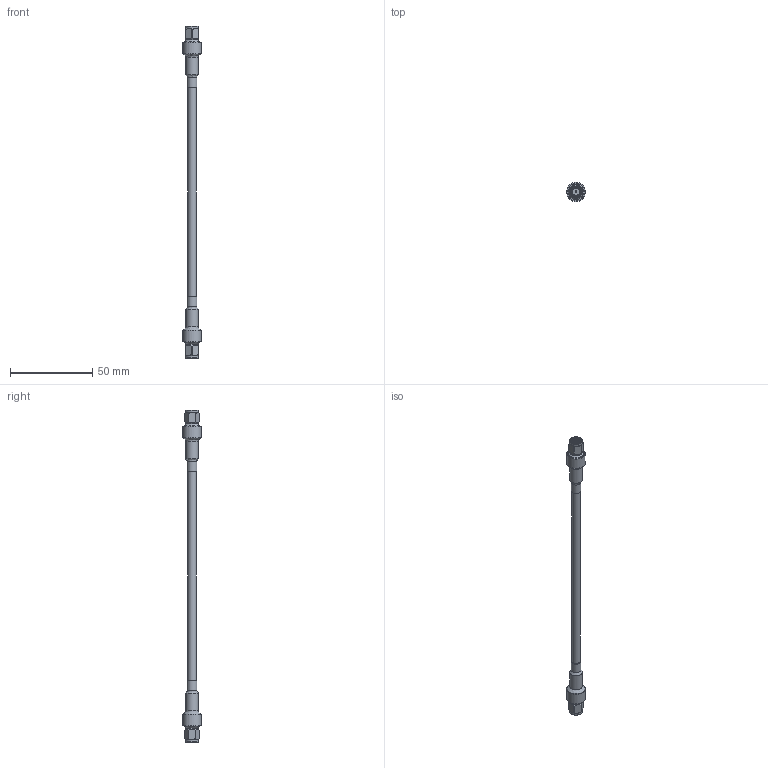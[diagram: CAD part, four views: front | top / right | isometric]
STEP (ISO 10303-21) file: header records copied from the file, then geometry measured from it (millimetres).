
FILE_DESCRIPTION (( 'STEP AP203' ), '1' );
FILE_NAME ('PE3C3055LF-BL_3D.step', '2021-12-15T15:53:37', ( '' ), ( '' ), 'SwSTEP 2.0', 'SolidWorks 2021', '' );
FILE_SCHEMA (( 'CONFIG_CONTROL_DESIGN' ));
Length unit declared in the file: inch
Products named in the file (3): LMR-195^PE3C3055LF-BL_LMR-195; PE3C3055LF-BL_3D; TC-195-SM-SS-X^PE3C3055LF-BL_extra heat shrink
Assembly tree (3 placements, depth 2):
  PE3C3055LF-BL_3D
    LMR-195^PE3C3055LF-BL_LMR-195
    TC-195-SM-SS-X^PE3C3055LF-BL_extra heat shrink  x2
Bounding box: 11.39 x 11.39 x 201.82 mm (x, y, z)
Volume: 6467.6 mm3; surface area: 5494.6 mm2
Topology: 5 solids, 5 shells, 107 faces, 239 edges, 154 vertices
Faces by surface type: cylinder 45, plane 34, cone 14, bspline 10, torus 4
Full cylindrical faces by diameter (mm): 0.94 x2, 4.572 x2, 4.953 x1, 5.969 x2, 6.35 x8, 6.402 x2, 7.516 x2, 7.85 x4, 9.615 x2, 10.371 x2, 10.625 x2, 11.387 x2
Entity records: 2585 total; most frequent: CARTESIAN_POINT 1301, DIRECTION 206, ORIENTED_EDGE 158, AXIS2_PLACEMENT_3D 97, EDGE_LOOP 82, EDGE_CURVE 79, FACE_OUTER_BOUND 68, VERTEX_POINT 63
